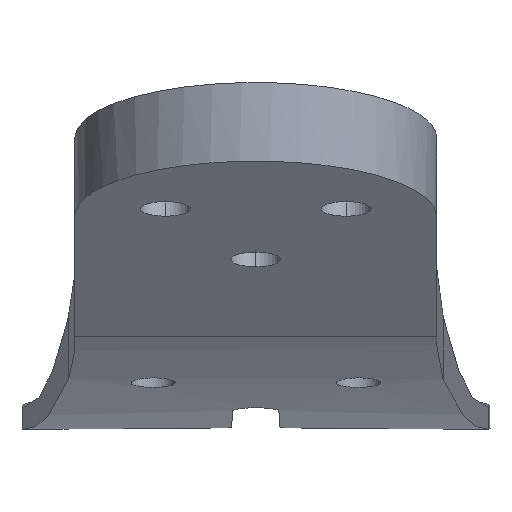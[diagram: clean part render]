
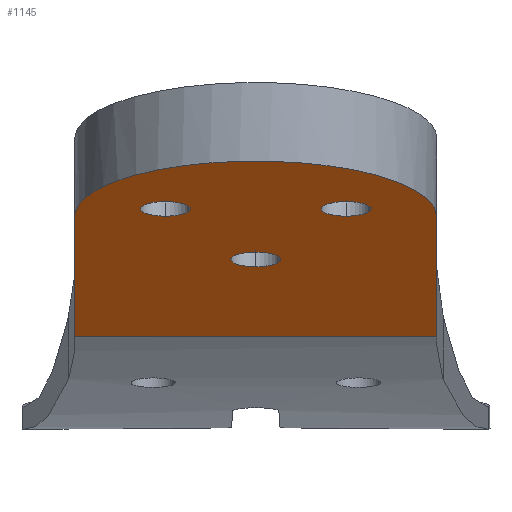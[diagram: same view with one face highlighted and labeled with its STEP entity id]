
A CAD part, front view. The second image highlights one B-rep face of the part: STEP entity #1145.
In plain terms, the highlighted planar face has unit normal (0, -0.292, -0.956).
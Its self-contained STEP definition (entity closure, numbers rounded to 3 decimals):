
#16 = AXIS2_PLACEMENT_3D ( 'NONE', #1856, #234, #822 ) ;
#17 = CARTESIAN_POINT ( 'NONE',  ( 842.476, 60.767, 198.759 ) ) ;
#25 = EDGE_CURVE ( 'NONE', #650, #1363, #228, .T. ) ;
#70 = CIRCLE ( 'NONE', #1813, 3.4 ) ;
#78 = ORIENTED_EDGE ( 'NONE', *, *, #25, .T. ) ;
#115 = DIRECTION ( 'NONE',  ( 0., 0.292, 0.956 ) ) ;
#118 = CARTESIAN_POINT ( 'NONE',  ( 725.496, 904.184, -59.1 ) ) ;
#131 = DIRECTION ( 'NONE',  ( 0., 0.292, 0.956 ) ) ;
#160 = AXIS2_PLACEMENT_3D ( 'NONE', #1800, #919, #1507 ) ;
#162 = CARTESIAN_POINT ( 'NONE',  ( 762.476, 907.554, -60.13 ) ) ;
#183 = ORIENTED_EDGE ( 'NONE', *, *, #360, .T. ) ;
#192 = VERTEX_POINT ( 'NONE', #576 ) ;
#228 = LINE ( 'NONE', #721, #1028 ) ;
#234 = DIRECTION ( 'NONE',  ( 0., 0.292, 0.956 ) ) ;
#242 = VECTOR ( 'NONE', #417, 1000. ) ;
#255 = VERTEX_POINT ( 'NONE', #1263 ) ;
#259 = CARTESIAN_POINT ( 'NONE',  ( 750.116, 904.184, -59.1 ) ) ;
#262 = ORIENTED_EDGE ( 'NONE', *, *, #1105, .T. ) ;
#283 = DIRECTION ( 'NONE',  ( 0., -0.956, 0.292 ) ) ;
#293 = CARTESIAN_POINT ( 'NONE',  ( 842.476, 961.249, -76.547 ) ) ;
#294 = DIRECTION ( 'NONE',  ( 0., 0.292, 0.956 ) ) ;
#308 = FACE_BOUND ( 'NONE', #614, .T. ) ;
#313 = CARTESIAN_POINT ( 'NONE',  ( 713.136, 907.554, -60.13 ) ) ;
#360 = EDGE_CURVE ( 'NONE', #255, #650, #965, .T. ) ;
#376 = DIRECTION ( 'NONE',  ( 0., 0.292, 0.956 ) ) ;
#378 = ORIENTED_EDGE ( 'NONE', *, *, #1762, .T. ) ;
#392 = VERTEX_POINT ( 'NONE', #1637 ) ;
#417 = DIRECTION ( 'NONE',  ( -1., 0., 0. ) ) ;
#431 = LINE ( 'NONE', #293, #242 ) ;
#441 = FACE_OUTER_BOUND ( 'NONE', #1112, .T. ) ;
#447 = DIRECTION ( 'NONE',  ( 0., -0.956, 0.292 ) ) ;
#477 = EDGE_CURVE ( 'NONE', #949, #192, #70, .T. ) ;
#509 = EDGE_LOOP ( 'NONE', ( #378, #637 ) ) ;
#518 = DIRECTION ( 'NONE',  ( 0., 0.956, -0.292 ) ) ;
#536 = ORIENTED_EDGE ( 'NONE', *, *, #1481, .T. ) ;
#545 = DIRECTION ( 'NONE',  ( 0., -0.956, 0.292 ) ) ;
#576 = CARTESIAN_POINT ( 'NONE',  ( 737.806, 923.482, -65. ) ) ;
#614 = EDGE_LOOP ( 'NONE', ( #536, #1785 ) ) ;
#617 = CARTESIAN_POINT ( 'NONE',  ( 713.136, 907.554, -60.13 ) ) ;
#637 = ORIENTED_EDGE ( 'NONE', *, *, #748, .T. ) ;
#649 = VECTOR ( 'NONE', #823, 1000. ) ;
#650 = VERTEX_POINT ( 'NONE', #617 ) ;
#699 = VERTEX_POINT ( 'NONE', #1060 ) ;
#707 = FACE_BOUND ( 'NONE', #509, .T. ) ;
#710 = CIRCLE ( 'NONE', #1773, 3.4 ) ;
#720 = ORIENTED_EDGE ( 'NONE', *, *, #1837, .F. ) ;
#721 = CARTESIAN_POINT ( 'NONE',  ( 713.406, 108.519, 184.159 ) ) ;
#748 = EDGE_CURVE ( 'NONE', #392, #699, #1573, .T. ) ;
#751 = CARTESIAN_POINT ( 'NONE',  ( 762.476, 858.214, -45.046 ) ) ;
#766 = CIRCLE ( 'NONE', #1178, 3.4 ) ;
#803 = LINE ( 'NONE', #832, #649 ) ;
#822 = DIRECTION ( 'NONE',  ( 0., -0.956, 0.292 ) ) ;
#823 = DIRECTION ( 'NONE',  ( 0., 0.956, -0.292 ) ) ;
#832 = CARTESIAN_POINT ( 'NONE',  ( 762.476, 108.298, 184.227 ) ) ;
#845 = DIRECTION ( 'NONE',  ( 0., 0.292, 0.956 ) ) ;
#866 = CARTESIAN_POINT ( 'NONE',  ( 725.496, 904.184, -59.1 ) ) ;
#887 = CIRCLE ( 'NONE', #1133, 3.4 ) ;
#919 = DIRECTION ( 'NONE',  ( 0., 0.292, 0.956 ) ) ;
#949 = VERTEX_POINT ( 'NONE', #1603 ) ;
#956 = DIRECTION ( 'NONE',  ( 0., -0.956, 0.292 ) ) ;
#965 =( BOUNDED_CURVE ( )  B_SPLINE_CURVE ( 3, ( #162, #751, #1487, #313 ),
 .UNSPECIFIED., .F., .T. ) 
 B_SPLINE_CURVE_WITH_KNOTS ( ( 4, 4 ),
 ( 4.712, 7.854 ),
 .UNSPECIFIED. ) 
 CURVE ( )  GEOMETRIC_REPRESENTATION_ITEM ( )  RATIONAL_B_SPLINE_CURVE ( ( 1., 0.333, 0.333, 1. ) ) 
 REPRESENTATION_ITEM ( '' )  );
#1028 = VECTOR ( 'NONE', #518, 1000. ) ;
#1060 = CARTESIAN_POINT ( 'NONE',  ( 750.116, 900.933, -58.106 ) ) ;
#1105 = EDGE_CURVE ( 'NONE', #1294, #1645, #887, .T. ) ;
#1112 = EDGE_LOOP ( 'NONE', ( #720, #183, #78, #1285 ) ) ;
#1133 = AXIS2_PLACEMENT_3D ( 'NONE', #118, #845, #1279 ) ;
#1145 = ADVANCED_FACE ( 'NONE', ( #1464, #707, #308, #441 ), #1616, .F. ) ;
#1178 = AXIS2_PLACEMENT_3D ( 'NONE', #259, #376, #956 ) ;
#1192 = EDGE_CURVE ( 'NONE', #1645, #1294, #710, .T. ) ;
#1263 = CARTESIAN_POINT ( 'NONE',  ( 762.476, 907.554, -60.13 ) ) ;
#1279 = DIRECTION ( 'NONE',  ( 0., -0.956, 0.292 ) ) ;
#1285 = ORIENTED_EDGE ( 'NONE', *, *, #1643, .F. ) ;
#1294 = VERTEX_POINT ( 'NONE', #1658 ) ;
#1314 = CARTESIAN_POINT ( 'NONE',  ( 762.476, 961.249, -76.547 ) ) ;
#1363 = VERTEX_POINT ( 'NONE', #1374 ) ;
#1374 = CARTESIAN_POINT ( 'NONE',  ( 713.118, 961.249, -76.547 ) ) ;
#1429 = CARTESIAN_POINT ( 'NONE',  ( 737.806, 926.733, -65.994 ) ) ;
#1464 = FACE_BOUND ( 'NONE', #1527, .T. ) ;
#1481 = EDGE_CURVE ( 'NONE', #192, #949, #1630, .T. ) ;
#1487 = CARTESIAN_POINT ( 'NONE',  ( 713.136, 858.214, -45.046 ) ) ;
#1507 = DIRECTION ( 'NONE',  ( 0., -0.956, 0.292 ) ) ;
#1527 = EDGE_LOOP ( 'NONE', ( #1599, #262 ) ) ;
#1528 = AXIS2_PLACEMENT_3D ( 'NONE', #17, #131, #447 ) ;
#1573 = CIRCLE ( 'NONE', #16, 3.4 ) ;
#1599 = ORIENTED_EDGE ( 'NONE', *, *, #1192, .T. ) ;
#1603 = CARTESIAN_POINT ( 'NONE',  ( 737.806, 929.985, -66.988 ) ) ;
#1605 = CARTESIAN_POINT ( 'NONE',  ( 725.496, 900.933, -58.106 ) ) ;
#1616 = PLANE ( 'NONE',  #1528 ) ;
#1630 = CIRCLE ( 'NONE', #160, 3.4 ) ;
#1637 = CARTESIAN_POINT ( 'NONE',  ( 750.116, 907.436, -60.094 ) ) ;
#1643 = EDGE_CURVE ( 'NONE', #1718, #1363, #431, .T. ) ;
#1645 = VERTEX_POINT ( 'NONE', #1605 ) ;
#1658 = CARTESIAN_POINT ( 'NONE',  ( 725.496, 907.436, -60.094 ) ) ;
#1718 = VERTEX_POINT ( 'NONE', #1314 ) ;
#1762 = EDGE_CURVE ( 'NONE', #699, #392, #766, .T. ) ;
#1773 = AXIS2_PLACEMENT_3D ( 'NONE', #866, #294, #283 ) ;
#1785 = ORIENTED_EDGE ( 'NONE', *, *, #477, .T. ) ;
#1800 = CARTESIAN_POINT ( 'NONE',  ( 737.806, 926.733, -65.994 ) ) ;
#1813 = AXIS2_PLACEMENT_3D ( 'NONE', #1429, #115, #545 ) ;
#1837 = EDGE_CURVE ( 'NONE', #255, #1718, #803, .T. ) ;
#1856 = CARTESIAN_POINT ( 'NONE',  ( 750.116, 904.184, -59.1 ) ) ;
